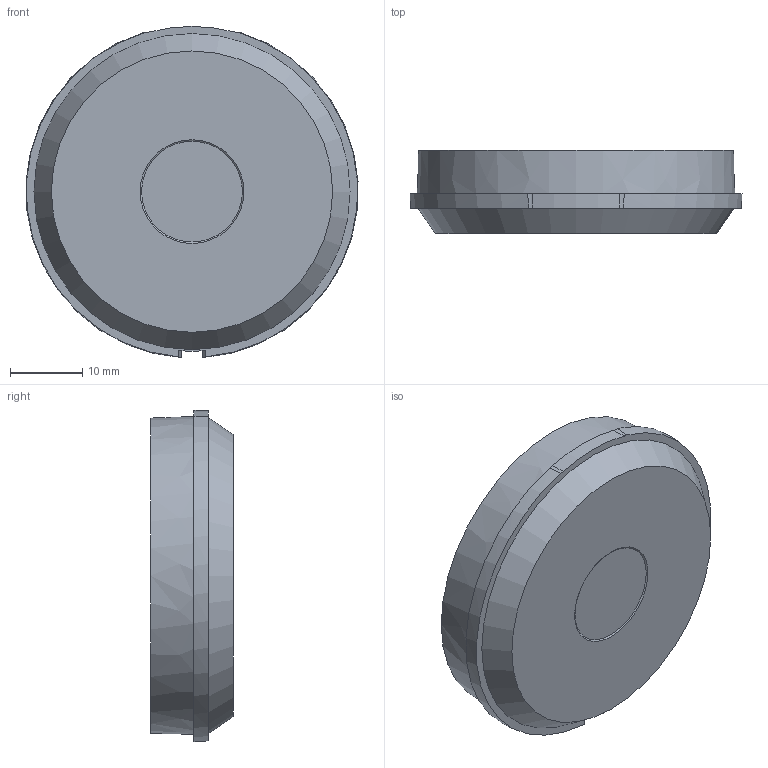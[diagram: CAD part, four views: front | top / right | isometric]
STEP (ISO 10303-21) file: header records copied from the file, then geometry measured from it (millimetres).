
FILE_DESCRIPTION(('STEP AP203'),'1');
FILE_NAME('UFO ASYMMETRIC PMMA 45.stp','2020-09-18T08:39:31',(' '),(' '),'Spatial InterOp 3D',' ',' ');
FILE_SCHEMA(('CONFIG_CONTROL_DESIGN'));
Length unit declared in the file: millimetre
Products named in the file (1): UFO ASYMMETRIC PMMA 45
Bounding box: 46.02 x 11.5 x 45.9 mm (x, y, z)
Volume: 17090.6 mm3; surface area: 4652.6 mm2
Topology: 1 solids, 1 shells, 15 faces, 34 edges, 23 vertices
Faces by surface type: plane 7, cone 5, cylinder 3
Entity records: 480 total; most frequent: DIRECTION 80, CARTESIAN_POINT 72, ORIENTED_EDGE 58, AXIS2_PLACEMENT_3D 37, EDGE_CURVE 29, VERTEX_POINT 21, EDGE_LOOP 20, CIRCLE 17
